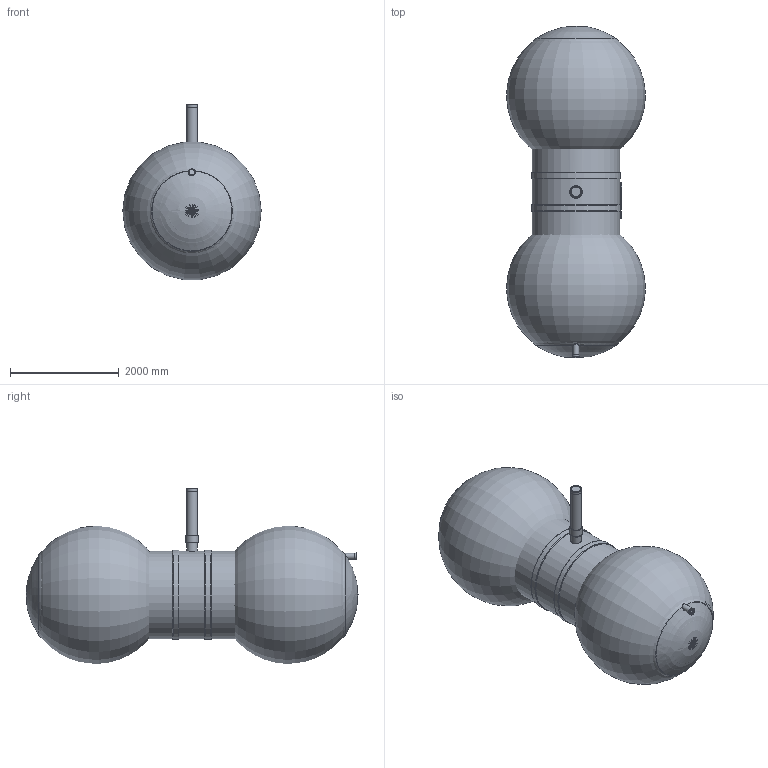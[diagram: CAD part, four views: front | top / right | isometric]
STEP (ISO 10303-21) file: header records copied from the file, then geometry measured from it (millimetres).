
FILE_DESCRIPTION(/* description */ ('Unknown'),/* implementation_level */ '2;1');
FILE_NAME(/* name */ 'Mahuti 12m3 D1600 22.03.23',/* time_stamp */ '2023-04-13T14:19:52+03:00',/* author */ ('Unknown'),/* organization */ ('Unknown'),/* preprocessor_version */ 'ST-DEVELOPER v18.1',/* originating_system */ 'Solid Edge',/* authorisation */ 'Unknown');
FILE_SCHEMA (('AUTOMOTIVE_DESIGN {1 0 10303 214 3 1 1}'));
Length unit declared in the file: millimetre
Products named in the file (12): Mahuti 12m3 D1600 22.03.23; 2400.002; 2373.001; 1600 Ribi; 2373.003; kaas200; PVC valikanalitoru D200 (L825); muhvtoru_110_L=300; 1600 12m3 maht; d200muhvtoru1; PVC200_oa_0; Eccua logo
Assembly tree (18 placements, depth 2):
  Mahuti 12m3 D1600 22.03.23
    2400.002
    2373.001
    1600 Ribi  x8
    2373.003
    kaas200
    PVC valikanalitoru D200 (L825)
    muhvtoru_110_L=300
    1600 12m3 maht
    d200muhvtoru1
    PVC200_oa_0
    Eccua logo
Bounding box: 2551.85 x 6117.24 x 3231.12 mm (x, y, z)
Volume: 17761651364.6 mm3; surface area: 120925955.5 mm2
Topology: 20 solids, 20 shells, 194 faces, 421 edges, 273 vertices
Faces by surface type: plane 85, cylinder 81, torus 24, sphere 2, cone 2
Full cylindrical faces by diameter (mm): 104 x1, 110 x3, 114.605 x1, 129.59 x1, 174 x1, 184 x1, 186 x1, 190 x1, 200 x4, 220 x1, 225 x1, 235 x1, 1600 x1, 1612 x9, 1619.994 x2, 1633.994 x2, 1642 x8
Entity records: 4682 total; most frequent: CARTESIAN_POINT 937, DIRECTION 778, ORIENTED_EDGE 598, AXIS2_PLACEMENT_3D 314, EDGE_CURVE 299, VERTEX_POINT 221, FACE_BOUND 214, EDGE_LOOP 212
